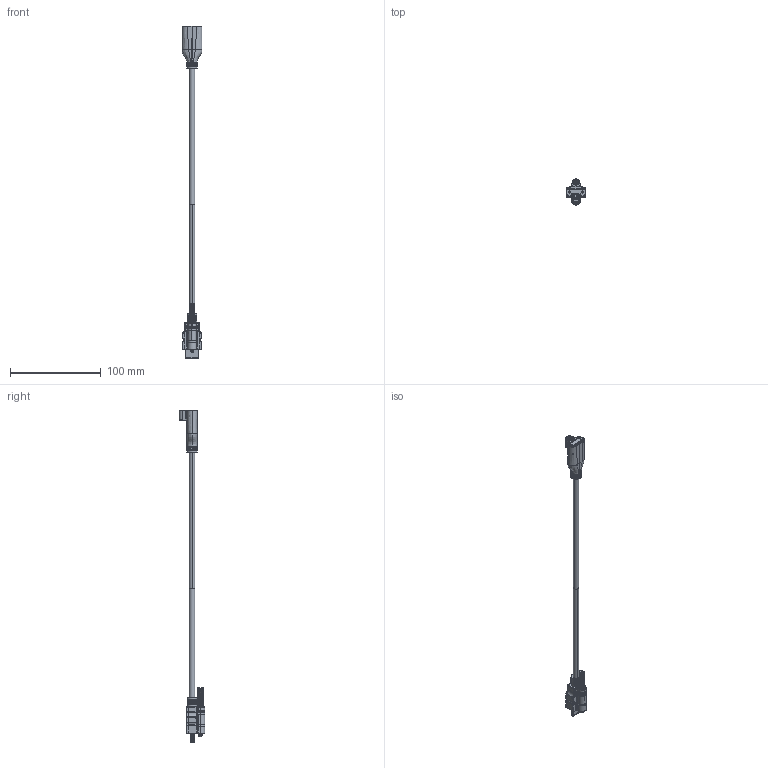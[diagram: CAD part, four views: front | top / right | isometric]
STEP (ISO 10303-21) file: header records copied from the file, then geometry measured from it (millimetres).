
FILE_DESCRIPTION (( 'STEP AP214' ), '1' );
FILE_NAME ('HDMI-MF-L_3D.STEP', '2022-08-25T20:29:26', ( '' ), ( '' ), 'SwSTEP 2.0', 'SolidWorks 2021', '' );
FILE_SCHEMA (( 'AUTOMOTIVE_DESIGN' ));
Length unit declared in the file: inch
Products named in the file (12): HDMIAF-01_ASM; LHD20-MM_ASM; HDMI-MF-L_3D; 5001-4DA-001-AF_2; LHD20-MM-01A; LHD20-MF-01_SKEL; 5001-4DA-002-AF_2; DVI1002A-1; 5001-1A-OD7D3-01_2; LHD20-MF-01B; LHD20-MM_SKEL; LHD20-MF-01A
Assembly tree (11 placements, depth 3):
  HDMI-MF-L_3D
    LHD20-MF-01_SKEL
    LHD20-MF-01A
    LHD20-MF-01B
    HDMIAF-01_ASM
      5001-4DA-001-AF_2
      5001-4DA-002-AF_2
    LHD20-MM_ASM
      LHD20-MM_SKEL
      LHD20-MM-01A
      5001-1A-OD7D3-01_2
      DVI1002A-1
Bounding box: 21.9 x 28.19 x 365.3 mm (x, y, z)
Volume: 63086.5 mm3; surface area: 34379.7 mm2
Topology: 17 solids, 36 shells, 2479 faces, 6394 edges, 4082 vertices
Faces by surface type: plane 1122, cylinder 793, bspline 483, cone 45, torus 36
Entity records: 119340 total; most frequent: CARTESIAN_POINT 52902, ORIENTED_EDGE 12788, DIRECTION 8932, EDGE_CURVE 6394, VERTEX_POINT 4082, LINE 3036, VECTOR 3036, AXIS2_PLACEMENT_3D 2948
